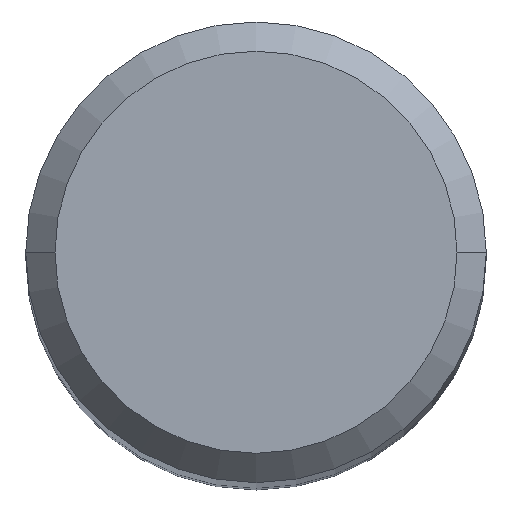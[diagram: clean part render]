
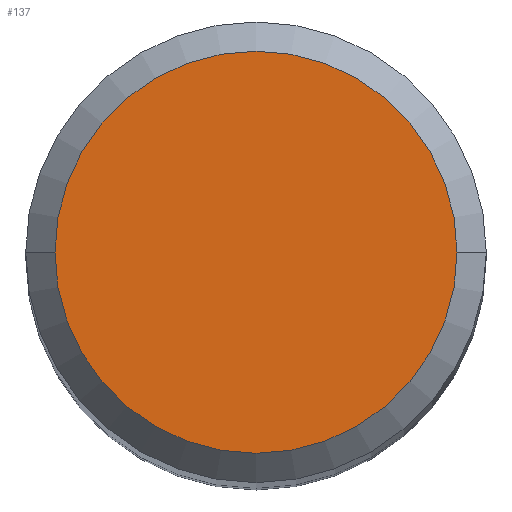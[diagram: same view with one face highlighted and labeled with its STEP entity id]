
A CAD part, top view. The second image highlights one B-rep face of the part: STEP entity #137.
In plain terms, the highlighted planar face has unit normal (0, 0, 1).
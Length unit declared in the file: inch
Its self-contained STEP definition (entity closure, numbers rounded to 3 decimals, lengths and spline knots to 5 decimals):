
#1 = DIRECTION ( 'NONE',  ( 0., 0., 1. ) ) ;
#8 = CARTESIAN_POINT ( 'NONE',  ( -0.10311, 0., 2.24409 ) ) ;
#11 = AXIS2_PLACEMENT_3D ( 'NONE', #188, #1, #280 ) ;
#17 = EDGE_LOOP ( 'NONE', ( #247, #154 ) ) ;
#52 = DIRECTION ( 'NONE',  ( 0., 0., 1. ) ) ;
#84 = VERTEX_POINT ( 'NONE', #183 ) ;
#87 = CARTESIAN_POINT ( 'NONE',  ( 0., 0., 2.24409 ) ) ;
#122 = EDGE_CURVE ( 'NONE', #84, #223, #193, .T. ) ;
#137 = ADVANCED_FACE ( 'NONE', ( #228 ), #142, .T. ) ;
#139 = DIRECTION ( 'NONE',  ( 1., 0., 0. ) ) ;
#142 = PLANE ( 'NONE',  #11 ) ;
#146 = AXIS2_PLACEMENT_3D ( 'NONE', #170, #52, #190 ) ;
#151 = CIRCLE ( 'NONE', #146, 0.10311 ) ;
#154 = ORIENTED_EDGE ( 'NONE', *, *, #122, .T. ) ;
#165 = DIRECTION ( 'NONE',  ( 0., 0., 1. ) ) ;
#170 = CARTESIAN_POINT ( 'NONE',  ( 0., 0., 2.24409 ) ) ;
#183 = CARTESIAN_POINT ( 'NONE',  ( 0.10311, 0., 2.24409 ) ) ;
#188 = CARTESIAN_POINT ( 'NONE',  ( 0., 0., 2.24409 ) ) ;
#190 = DIRECTION ( 'NONE',  ( 1., 0., 0. ) ) ;
#193 = CIRCLE ( 'NONE', #231, 0.10311 ) ;
#223 = VERTEX_POINT ( 'NONE', #8 ) ;
#228 = FACE_OUTER_BOUND ( 'NONE', #17, .T. ) ;
#231 = AXIS2_PLACEMENT_3D ( 'NONE', #87, #165, #139 ) ;
#247 = ORIENTED_EDGE ( 'NONE', *, *, #251, .T. ) ;
#251 = EDGE_CURVE ( 'NONE', #223, #84, #151, .T. ) ;
#280 = DIRECTION ( 'NONE',  ( 1., 0., 0. ) ) ;
